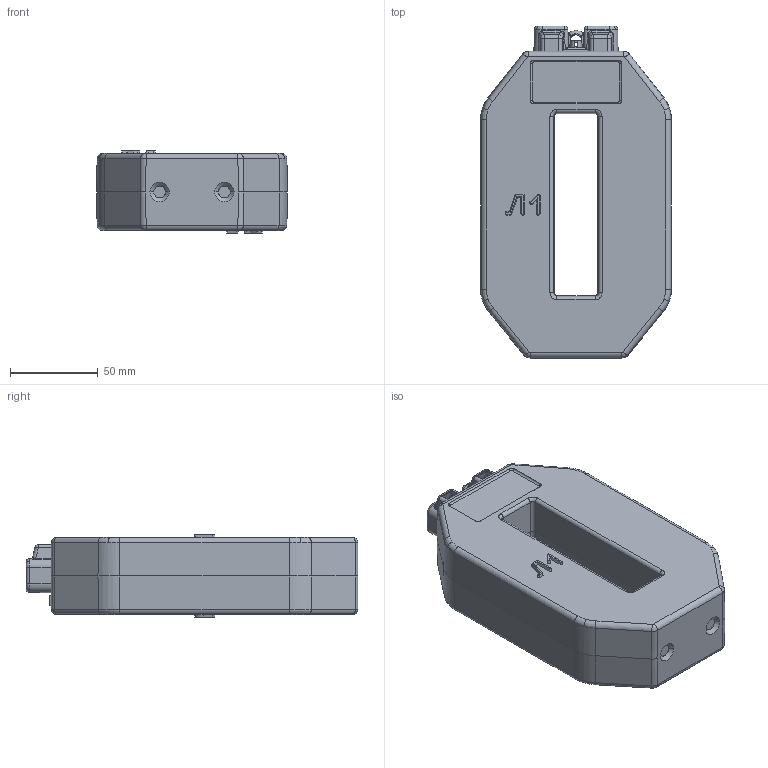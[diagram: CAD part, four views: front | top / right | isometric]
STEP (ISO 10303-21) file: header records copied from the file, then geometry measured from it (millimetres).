
FILE_DESCRIPTION (( 'STEP AP203' ), '1' );
FILE_NAME ('ÒØË-0,66-II 2500 À.STEP', '2018-05-16T09:37:56', ( '' ), ( '' ), 'SwSTEP 2.0', 'SolidWorks 2010', '' );
FILE_SCHEMA (( 'CONFIG_CONTROL_DESIGN' ));
Length unit declared in the file: millimetre
Products named in the file (1): ﾒﾘﾋ-0,66-II 2500 ﾀ
Bounding box: 109 x 189.5 x 47 mm (x, y, z)
Surface area: 64259.5 mm2 (no closed solid volume)
Topology: 0 solids, 3 shells, 365 faces, 1002 edges, 627 vertices
Faces by surface type: plane 106, bspline 103, cylinder 99, cone 43, sphere 10, torus 4
Entity records: 13646 total; most frequent: CARTESIAN_POINT 5371, ORIENTED_EDGE 1824, DIRECTION 1522, EDGE_CURVE 996, VERTEX_POINT 627, AXIS2_PLACEMENT_3D 547, VECTOR 428, LINE 428
